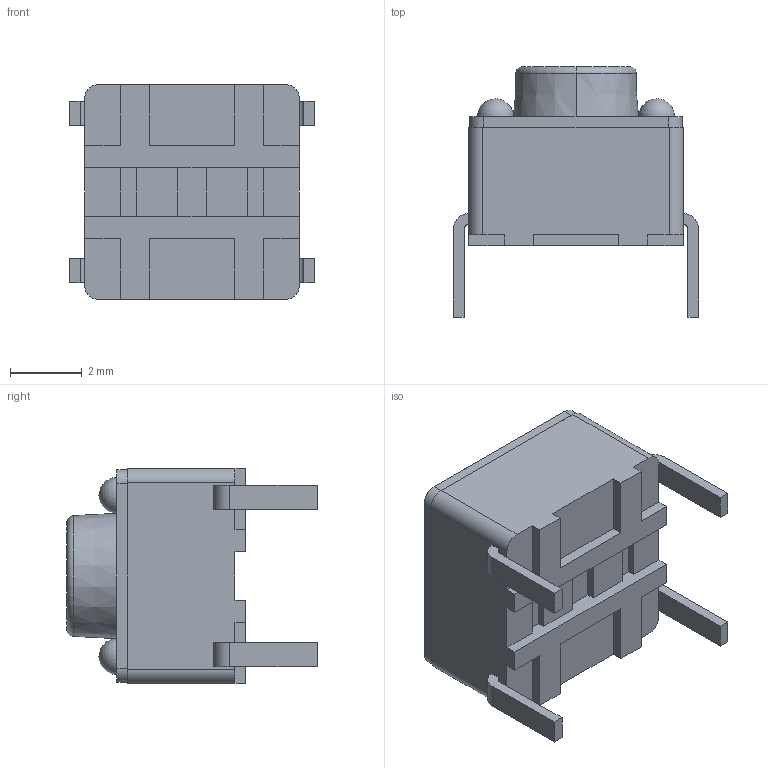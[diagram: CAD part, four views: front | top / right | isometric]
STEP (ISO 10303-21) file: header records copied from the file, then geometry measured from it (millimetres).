
FILE_DESCRIPTION (( 'STEP AP214' ), '1' );
FILE_NAME ('D0DCEB26-E2A9-4417-9687-80A00110D964.STEP', '2009-02-04T17:02:57', ( 'SysAdmin' ), ( 'SolidWorks' ), 'SwSTEP 2.0', 'SolidWorks 2009', '' );
FILE_SCHEMA (( 'AUTOMOTIVE_DESIGN' ));
Length unit declared in the file: millimetre
Products named in the file (1): D0DCEB26-E2A9-4417-9687-80A00110D964
Bounding box: 6.85 x 7 x 6 mm (x, y, z)
Volume: 137.8 mm3; surface area: 202.3 mm2
Topology: 1 solids, 1 shells, 92 faces, 258 edges, 174 vertices
Faces by surface type: plane 68, cylinder 16, sphere 4, torus 2, cone 2
Entity records: 3197 total; most frequent: CARTESIAN_POINT 505, ORIENTED_EDGE 492, DIRECTION 480, EDGE_CURVE 246, VECTOR 198, LINE 198, VERTEX_POINT 166, AXIS2_PLACEMENT_3D 141
